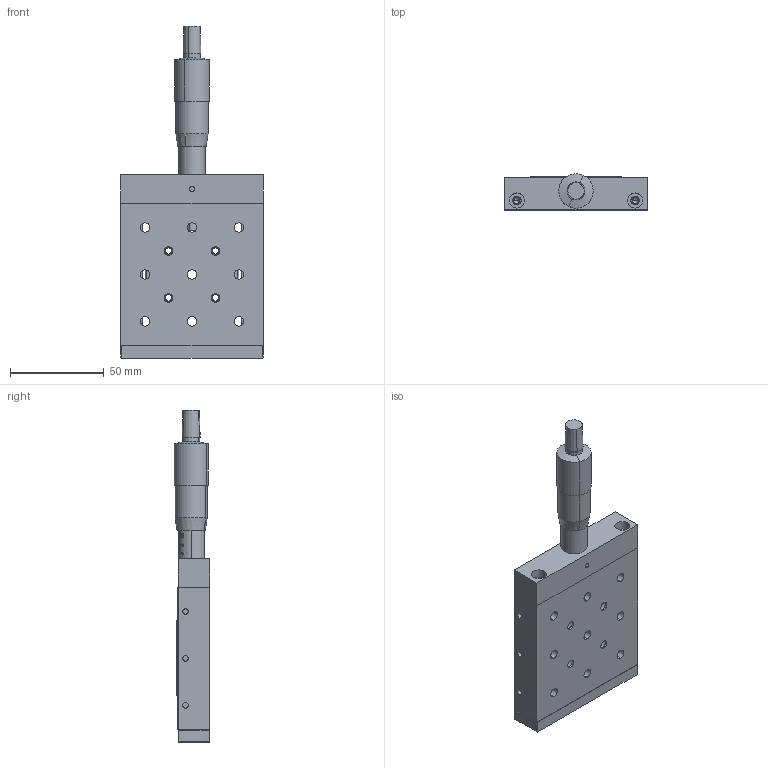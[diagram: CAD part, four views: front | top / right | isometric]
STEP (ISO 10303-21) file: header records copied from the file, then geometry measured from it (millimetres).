
FILE_DESCRIPTION (( 'STEP AP203' ), '1' );
FILE_NAME ('06RTP-1M.STEP', '2016-05-12T06:44:07', ( '' ), ( '' ), 'SwSTEP 2.0', 'SolidWorks 2016', '' );
FILE_SCHEMA (( 'CONFIG_CONTROL_DESIGN' ));
Length unit declared in the file: millimetre
Products named in the file (1): 06RTP-1M
Bounding box: 76 x 19.12 x 176.8 mm (x, y, z)
Volume: 107661.2 mm3; surface area: 56131.3 mm2
Topology: 12 solids, 12 shells, 886 faces, 2267 edges, 1472 vertices
Faces by surface type: plane 522, cylinder 179, bspline 133, cone 52
Entity records: 40103 total; most frequent: CARTESIAN_POINT 19108, ORIENTED_EDGE 4478, DIRECTION 3929, EDGE_CURVE 2239, VERTEX_POINT 1472, VECTOR 1373, LINE 1373, AXIS2_PLACEMENT_3D 1278
